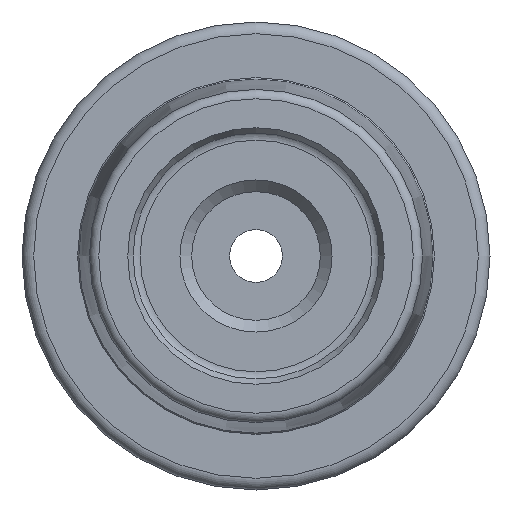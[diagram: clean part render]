
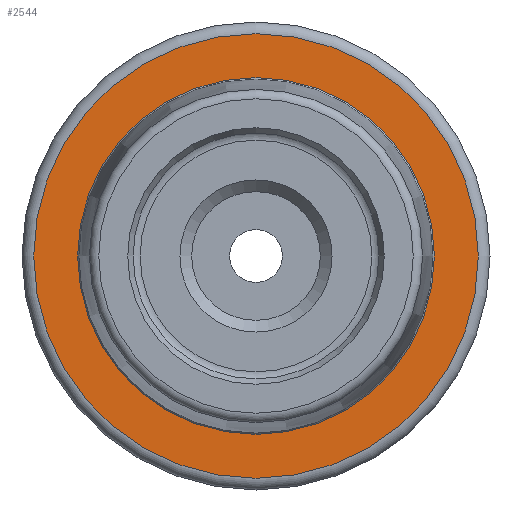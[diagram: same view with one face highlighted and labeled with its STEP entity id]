
A CAD part, left-side view. The second image highlights one B-rep face of the part: STEP entity #2544.
In plain terms, the highlighted planar face has unit normal (-1, 0, 0).
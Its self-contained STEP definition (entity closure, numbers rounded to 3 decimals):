
#180=FACE_BOUND('',#785,.T.);
#495=PLANE('',#2800);
#624=FACE_OUTER_BOUND('',#784,.T.);
#784=EDGE_LOOP('',(#2274));
#785=EDGE_LOOP('',(#2275));
#912=CIRCLE('',#2799,15.246);
#913=CIRCLE('',#2801,19.);
#1194=VERTEX_POINT('',#9188);
#1195=VERTEX_POINT('',#9192);
#1561=EDGE_CURVE('',#1194,#1194,#912,.T.);
#1562=EDGE_CURVE('',#1195,#1195,#913,.T.);
#2274=ORIENTED_EDGE('',*,*,#1562,.F.);
#2275=ORIENTED_EDGE('',*,*,#1561,.T.);
#2544=ADVANCED_FACE('',(#624,#180),#495,.T.);
#2799=AXIS2_PLACEMENT_3D('',#9190,#3394,#3395);
#2800=AXIS2_PLACEMENT_3D('',#9191,#3396,#3397);
#2801=AXIS2_PLACEMENT_3D('',#9193,#3398,#3399);
#3394=DIRECTION('center_axis',(1.,0.,0.));
#3395=DIRECTION('ref_axis',(0.,0.,-1.));
#3396=DIRECTION('center_axis',(-1.,0.,0.));
#3397=DIRECTION('ref_axis',(0.,0.,1.));
#3398=DIRECTION('center_axis',(1.,0.,0.));
#3399=DIRECTION('ref_axis',(0.,0.,-1.));
#9188=CARTESIAN_POINT('',(0.,0.,15.246));
#9190=CARTESIAN_POINT('Origin',(0.,0.,0.));
#9191=CARTESIAN_POINT('Origin',(0.,19.,0.));
#9192=CARTESIAN_POINT('',(0.,0.,19.));
#9193=CARTESIAN_POINT('Origin',(0.,0.,0.));
